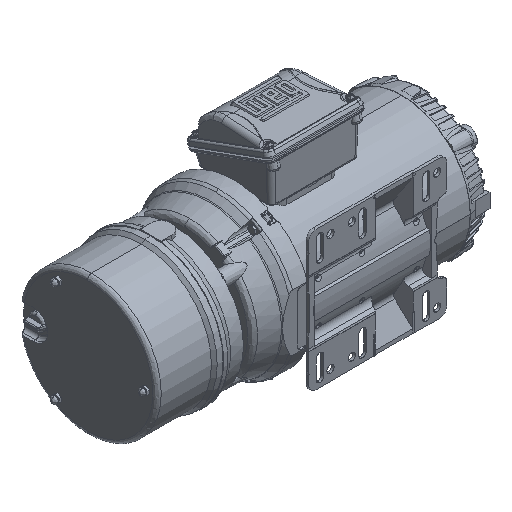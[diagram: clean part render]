
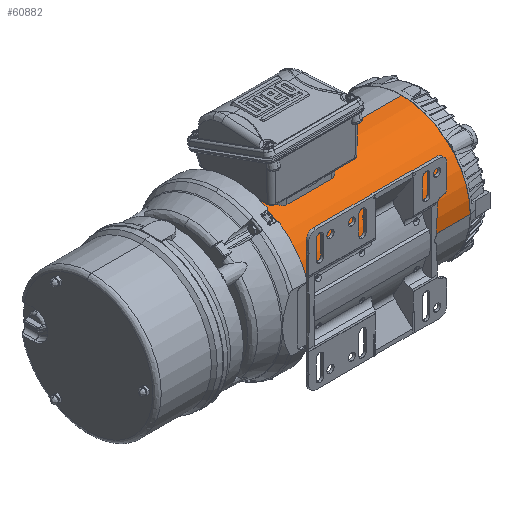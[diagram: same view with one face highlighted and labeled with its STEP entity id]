
A CAD part, isometric view. The second image highlights one B-rep face of the part: STEP entity #60882.
In plain terms, the highlighted cylindrical face has radius 81.875 mm (diameter 163.75 mm), a partial arc.
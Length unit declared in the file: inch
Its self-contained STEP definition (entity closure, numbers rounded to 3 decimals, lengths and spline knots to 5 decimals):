
#595 = DIRECTION ( 'NONE',  ( 1., 0., 0. ) ) ;
#2082 = DIRECTION ( 'NONE',  ( 1., 0., 0. ) ) ;
#2504 = EDGE_LOOP ( 'NONE', ( #9572, #62386, #35014, #63601 ) ) ;
#2553 = DIRECTION ( 'NONE',  ( -1., 0., 0. ) ) ;
#5271 = DIRECTION ( 'NONE',  ( 0., 0., 1. ) ) ;
#7736 = LINE ( 'NONE', #22689, #39407 ) ;
#9498 = CARTESIAN_POINT ( 'NONE',  ( 24.70918, -0.31055, 3.22171 ) ) ;
#9572 = ORIENTED_EDGE ( 'NONE', *, *, #10390, .T. ) ;
#10390 = EDGE_CURVE ( 'NONE', #15071, #13577, #52706, .T. ) ;
#11003 = FACE_OUTER_BOUND ( 'NONE', #2504, .T. ) ;
#13577 = VERTEX_POINT ( 'NONE', #20182 ) ;
#15071 = VERTEX_POINT ( 'NONE', #54974 ) ;
#15392 = AXIS2_PLACEMENT_3D ( 'NONE', #36467, #595, #5271 ) ;
#20004 = VERTEX_POINT ( 'NONE', #57262 ) ;
#20182 = CARTESIAN_POINT ( 'NONE',  ( 3.22179, -0.31055, 3.22171 ) ) ;
#21553 = EDGE_CURVE ( 'NONE', #51613, #20004, #44058, .T. ) ;
#22689 = CARTESIAN_POINT ( 'NONE',  ( 24.70918, -3.53398, -0.00115 ) ) ;
#25948 = DIRECTION ( 'NONE',  ( -1., 0., 0. ) ) ;
#28270 = AXIS2_PLACEMENT_3D ( 'NONE', #38110, #2553, #28480 ) ;
#28480 = DIRECTION ( 'NONE',  ( 0., 0., 1. ) ) ;
#30077 = DIRECTION ( 'NONE',  ( -1., 0., 0. ) ) ;
#32552 = CYLINDRICAL_SURFACE ( 'NONE', #33709, 3.22343 ) ;
#33709 = AXIS2_PLACEMENT_3D ( 'NONE', #37533, #25948, #36880 ) ;
#33773 = LINE ( 'NONE', #9498, #34286 ) ;
#34286 = VECTOR ( 'NONE', #30077, 39.37008 ) ;
#35014 = ORIENTED_EDGE ( 'NONE', *, *, #21553, .T. ) ;
#36051 = CARTESIAN_POINT ( 'NONE',  ( -4.65223, -0.31055, 3.22171 ) ) ;
#36467 = CARTESIAN_POINT ( 'NONE',  ( -4.65223, -0.31055, -0.00171 ) ) ;
#36880 = DIRECTION ( 'NONE',  ( 0., 0., 1. ) ) ;
#37533 = CARTESIAN_POINT ( 'NONE',  ( 24.70918, -0.31055, -0.00171 ) ) ;
#38110 = CARTESIAN_POINT ( 'NONE',  ( 3.22179, -0.31055, -0.00171 ) ) ;
#39407 = VECTOR ( 'NONE', #2082, 39.37008 ) ;
#44058 = CIRCLE ( 'NONE', #15392, 3.22343 ) ;
#44542 = EDGE_CURVE ( 'NONE', #20004, #15071, #7736, .T. ) ;
#51538 = EDGE_CURVE ( 'NONE', #13577, #51613, #33773, .T. ) ;
#51613 = VERTEX_POINT ( 'NONE', #36051 ) ;
#52706 = CIRCLE ( 'NONE', #28270, 3.22343 ) ;
#54974 = CARTESIAN_POINT ( 'NONE',  ( 3.22179, -3.53398, -0.00115 ) ) ;
#57262 = CARTESIAN_POINT ( 'NONE',  ( -4.65223, -3.53398, -0.00115 ) ) ;
#60882 = ADVANCED_FACE ( 'NONE', ( #11003 ), #32552, .T. ) ;
#62386 = ORIENTED_EDGE ( 'NONE', *, *, #51538, .T. ) ;
#63601 = ORIENTED_EDGE ( 'NONE', *, *, #44542, .T. ) ;
